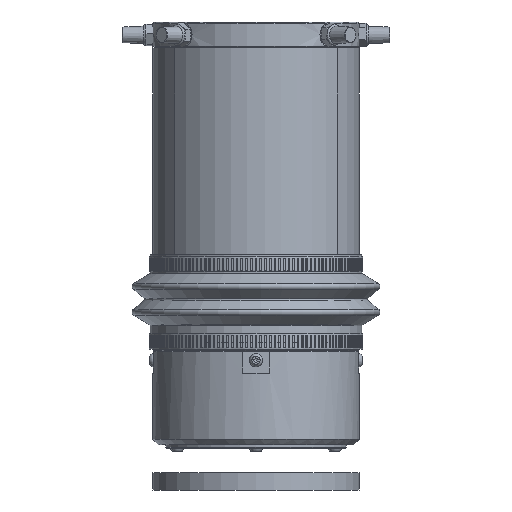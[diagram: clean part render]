
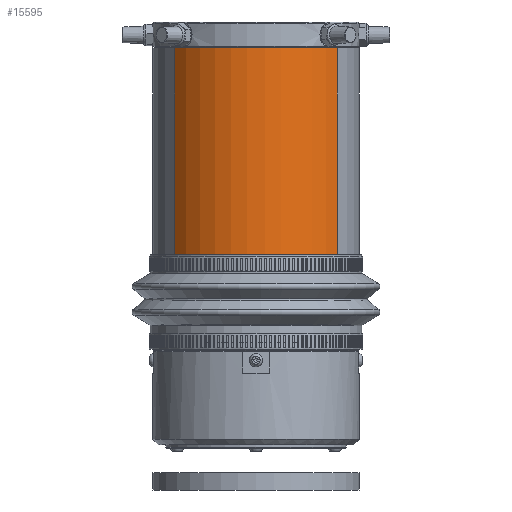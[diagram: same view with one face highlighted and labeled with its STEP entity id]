
A CAD part, front view. The second image highlights one B-rep face of the part: STEP entity #15595.
In plain terms, the highlighted cylindrical face has radius 60 mm (diameter 120 mm), a partial arc.
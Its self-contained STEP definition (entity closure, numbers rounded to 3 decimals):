
#3526 = LINE ( 'NONE', #10978, #14633 ) ;
#4214 = DIRECTION ( 'NONE',  ( 0., 0., 1. ) ) ;
#6446 = DIRECTION ( 'NONE',  ( 0., -1., 0. ) ) ;
#6971 = VERTEX_POINT ( 'NONE', #9414 ) ;
#7126 = CARTESIAN_POINT ( 'NONE',  ( 0., 0., 0. ) ) ;
#8025 = AXIS2_PLACEMENT_3D ( 'NONE', #23532, #38134, #6446 ) ;
#8855 = CYLINDRICAL_SURFACE ( 'NONE', #8025, 60. ) ;
#9414 = CARTESIAN_POINT ( 'NONE',  ( -47.25, -36.979, -120. ) ) ;
#10978 = CARTESIAN_POINT ( 'NONE',  ( -47.25, -36.979, -120. ) ) ;
#12491 = CARTESIAN_POINT ( 'NONE',  ( 47.25, -36.979, -120. ) ) ;
#14633 = VECTOR ( 'NONE', #4214, 1000. ) ;
#15431 = ORIENTED_EDGE ( 'NONE', *, *, #18151, .F. ) ;
#15595 = ADVANCED_FACE ( 'NONE', ( #26900 ), #8855, .T. ) ;
#16047 = VERTEX_POINT ( 'NONE', #19775 ) ;
#16630 = EDGE_LOOP ( 'NONE', ( #20367, #18728, #15431, #26083 ) ) ;
#17296 = CIRCLE ( 'NONE', #44122, 60. ) ;
#18151 = EDGE_CURVE ( 'NONE', #16047, #6971, #17296, .T. ) ;
#18728 = ORIENTED_EDGE ( 'NONE', *, *, #36106, .F. ) ;
#18945 = CARTESIAN_POINT ( 'NONE',  ( -47.25, -36.979, 0. ) ) ;
#19199 = CARTESIAN_POINT ( 'NONE',  ( 47.25, -36.979, 0. ) ) ;
#19775 = CARTESIAN_POINT ( 'NONE',  ( 47.25, -36.979, -120. ) ) ;
#20367 = ORIENTED_EDGE ( 'NONE', *, *, #22231, .T. ) ;
#22231 = EDGE_CURVE ( 'NONE', #44128, #42930, #34639, .T. ) ;
#23532 = CARTESIAN_POINT ( 'NONE',  ( 0., 0., -120. ) ) ;
#25252 = VECTOR ( 'NONE', #46391, 1000. ) ;
#26083 = ORIENTED_EDGE ( 'NONE', *, *, #31772, .T. ) ;
#26900 = FACE_OUTER_BOUND ( 'NONE', #16630, .T. ) ;
#30646 = DIRECTION ( 'NONE',  ( 0., 0., -1. ) ) ;
#31218 = LINE ( 'NONE', #12491, #25252 ) ;
#31772 = EDGE_CURVE ( 'NONE', #16047, #44128, #31218, .T. ) ;
#32801 = DIRECTION ( 'NONE',  ( 0., 0., -1. ) ) ;
#34639 = CIRCLE ( 'NONE', #35407, 60. ) ;
#35407 = AXIS2_PLACEMENT_3D ( 'NONE', #7126, #32801, #36397 ) ;
#36106 = EDGE_CURVE ( 'NONE', #6971, #42930, #3526, .T. ) ;
#36397 = DIRECTION ( 'NONE',  ( 0., -1., 0. ) ) ;
#37369 = CARTESIAN_POINT ( 'NONE',  ( 0., 0., -120. ) ) ;
#38134 = DIRECTION ( 'NONE',  ( 0., 0., 1. ) ) ;
#42930 = VERTEX_POINT ( 'NONE', #18945 ) ;
#44122 = AXIS2_PLACEMENT_3D ( 'NONE', #37369, #30646, #45322 ) ;
#44128 = VERTEX_POINT ( 'NONE', #19199 ) ;
#45322 = DIRECTION ( 'NONE',  ( 0., -1., 0. ) ) ;
#46391 = DIRECTION ( 'NONE',  ( 0., 0., 1. ) ) ;
